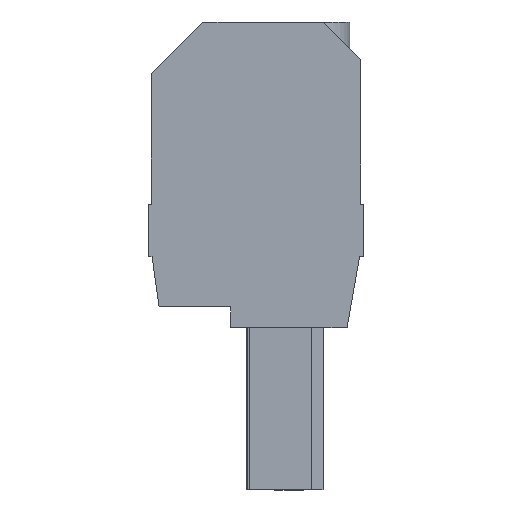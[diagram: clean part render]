
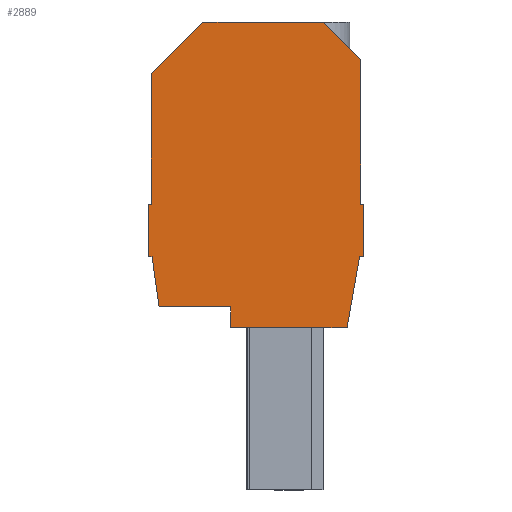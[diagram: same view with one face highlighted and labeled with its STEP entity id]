
A CAD part, left-side view. The second image highlights one B-rep face of the part: STEP entity #2889.
In plain terms, the highlighted planar face has unit normal (-1, 0, 0).
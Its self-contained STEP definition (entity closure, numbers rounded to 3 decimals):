
#2800=AXIS2_PLACEMENT_3D('Plane Axis2P3D',#2797,#2798,#2799) ;
#111=CARTESIAN_POINT('Vertex',(0.,20.3,27.3)) ;
#116=CARTESIAN_POINT('Line Origine',(0.,20.3,33.532)) ;
#120=CARTESIAN_POINT('Vertex',(0.,20.3,39.764)) ;
#305=CARTESIAN_POINT('Vertex',(0.,0.3,41.114)) ;
#308=CARTESIAN_POINT('Line Origine',(0.,0.3,34.207)) ;
#312=CARTESIAN_POINT('Vertex',(0.,0.3,27.3)) ;
#2137=CARTESIAN_POINT('Vertex',(0.,0.404,22.3)) ;
#2140=CARTESIAN_POINT('Line Origine',(0.,1.004,18.9)) ;
#2144=CARTESIAN_POINT('Vertex',(0.,1.603,15.5)) ;
#2195=CARTESIAN_POINT('Vertex',(0.,19.557,17.5)) ;
#2198=CARTESIAN_POINT('Line Origine',(0.,19.895,19.9)) ;
#2202=CARTESIAN_POINT('Vertex',(0.,20.232,22.3)) ;
#2662=CARTESIAN_POINT('Vertex',(0.,3.886,44.7)) ;
#2665=CARTESIAN_POINT('Line Origine',(0.,2.093,42.907)) ;
#2797=CARTESIAN_POINT('Axis2P3D Location',(0.,0.,0.)) ;
#2802=CARTESIAN_POINT('Line Origine',(0.,20.6,24.8)) ;
#2806=CARTESIAN_POINT('Vertex',(0.,20.6,27.3)) ;
#2808=CARTESIAN_POINT('Vertex',(0.,20.6,22.3)) ;
#2811=CARTESIAN_POINT('Line Origine',(0.,20.416,22.3)) ;
#2816=CARTESIAN_POINT('Line Origine',(0.,16.14,17.5)) ;
#2820=CARTESIAN_POINT('Vertex',(0.,12.723,17.5)) ;
#2823=CARTESIAN_POINT('Line Origine',(0.,12.723,16.5)) ;
#2827=CARTESIAN_POINT('Vertex',(0.,12.723,15.5)) ;
#2830=CARTESIAN_POINT('Line Origine',(0.,7.163,15.5)) ;
#2835=CARTESIAN_POINT('Line Origine',(0.,0.202,22.3)) ;
#2839=CARTESIAN_POINT('Vertex',(0.,0.,22.3)) ;
#2842=CARTESIAN_POINT('Line Origine',(0.,0.,24.8)) ;
#2846=CARTESIAN_POINT('Vertex',(0.,0.,27.3)) ;
#2849=CARTESIAN_POINT('Line Origine',(0.,0.15,27.3)) ;
#2854=CARTESIAN_POINT('Line Origine',(0.,9.625,44.7)) ;
#2858=CARTESIAN_POINT('Vertex',(0.,15.364,44.7)) ;
#2861=CARTESIAN_POINT('Line Origine',(0.,17.832,42.232)) ;
#2866=CARTESIAN_POINT('Line Origine',(0.,20.45,27.3)) ;
#117=DIRECTION('Vector Direction',(0.,0.,1.)) ;
#309=DIRECTION('Vector Direction',(0.,0.,-1.)) ;
#2141=DIRECTION('Vector Direction',(0.,0.174,-0.985)) ;
#2199=DIRECTION('Vector Direction',(0.,-0.139,-0.99)) ;
#2666=DIRECTION('Vector Direction',(0.,0.707,0.707)) ;
#2798=DIRECTION('Axis2P3D Direction',(-1.,0.,0.)) ;
#2799=DIRECTION('Axis2P3D XDirection',(0.,0.,1.)) ;
#2803=DIRECTION('Vector Direction',(0.,0.,-1.)) ;
#2812=DIRECTION('Vector Direction',(0.,-1.,0.)) ;
#2817=DIRECTION('Vector Direction',(0.,-1.,0.)) ;
#2824=DIRECTION('Vector Direction',(0.,0.,-1.)) ;
#2831=DIRECTION('Vector Direction',(0.,-1.,0.)) ;
#2836=DIRECTION('Vector Direction',(0.,-1.,0.)) ;
#2843=DIRECTION('Vector Direction',(0.,0.,1.)) ;
#2850=DIRECTION('Vector Direction',(0.,1.,0.)) ;
#2855=DIRECTION('Vector Direction',(0.,1.,0.)) ;
#2862=DIRECTION('Vector Direction',(0.,0.707,-0.707)) ;
#2867=DIRECTION('Vector Direction',(0.,1.,0.)) ;
#118=VECTOR('Line Direction',#117,1.) ;
#310=VECTOR('Line Direction',#309,1.) ;
#2142=VECTOR('Line Direction',#2141,1.) ;
#2200=VECTOR('Line Direction',#2199,1.) ;
#2667=VECTOR('Line Direction',#2666,1.) ;
#2804=VECTOR('Line Direction',#2803,1.) ;
#2813=VECTOR('Line Direction',#2812,1.) ;
#2818=VECTOR('Line Direction',#2817,1.) ;
#2825=VECTOR('Line Direction',#2824,1.) ;
#2832=VECTOR('Line Direction',#2831,1.) ;
#2837=VECTOR('Line Direction',#2836,1.) ;
#2844=VECTOR('Line Direction',#2843,1.) ;
#2851=VECTOR('Line Direction',#2850,1.) ;
#2856=VECTOR('Line Direction',#2855,1.) ;
#2863=VECTOR('Line Direction',#2862,1.) ;
#2868=VECTOR('Line Direction',#2867,1.) ;
#2872=ORIENTED_EDGE('',*,*,#2810,.T.) ;
#2873=ORIENTED_EDGE('',*,*,#2815,.T.) ;
#2874=ORIENTED_EDGE('',*,*,#2204,.T.) ;
#2875=ORIENTED_EDGE('',*,*,#2822,.T.) ;
#2876=ORIENTED_EDGE('',*,*,#2829,.T.) ;
#2877=ORIENTED_EDGE('',*,*,#2834,.T.) ;
#2878=ORIENTED_EDGE('',*,*,#2146,.T.) ;
#2879=ORIENTED_EDGE('',*,*,#2841,.T.) ;
#2880=ORIENTED_EDGE('',*,*,#2848,.T.) ;
#2881=ORIENTED_EDGE('',*,*,#2853,.T.) ;
#2882=ORIENTED_EDGE('',*,*,#314,.T.) ;
#2883=ORIENTED_EDGE('',*,*,#2669,.T.) ;
#2884=ORIENTED_EDGE('',*,*,#2860,.T.) ;
#2885=ORIENTED_EDGE('',*,*,#2865,.T.) ;
#2886=ORIENTED_EDGE('',*,*,#122,.T.) ;
#2887=ORIENTED_EDGE('',*,*,#2870,.T.) ;
#2889=ADVANCED_FACE('housing',(#2888),#2801,.T.) ;
#122=EDGE_CURVE('',#121,#112,#119,.F.) ;
#314=EDGE_CURVE('',#313,#306,#311,.F.) ;
#2146=EDGE_CURVE('',#2145,#2138,#2143,.F.) ;
#2204=EDGE_CURVE('',#2203,#2196,#2201,.T.) ;
#2669=EDGE_CURVE('',#306,#2663,#2668,.T.) ;
#2810=EDGE_CURVE('',#2807,#2809,#2805,.T.) ;
#2815=EDGE_CURVE('',#2809,#2203,#2814,.T.) ;
#2822=EDGE_CURVE('',#2196,#2821,#2819,.T.) ;
#2829=EDGE_CURVE('',#2821,#2828,#2826,.T.) ;
#2834=EDGE_CURVE('',#2828,#2145,#2833,.T.) ;
#2841=EDGE_CURVE('',#2138,#2840,#2838,.T.) ;
#2848=EDGE_CURVE('',#2840,#2847,#2845,.T.) ;
#2853=EDGE_CURVE('',#2847,#313,#2852,.T.) ;
#2860=EDGE_CURVE('',#2663,#2859,#2857,.T.) ;
#2865=EDGE_CURVE('',#2859,#121,#2864,.T.) ;
#2870=EDGE_CURVE('',#112,#2807,#2869,.T.) ;
#2871=EDGE_LOOP('',(#2872,#2873,#2874,#2875,#2876,#2877,#2878,#2879,#2880,#2881,#2882,#2883,#2884,#2885,#2886,#2887)) ;
#2888=FACE_OUTER_BOUND('',#2871,.T.) ;
#119=LINE('Line',#116,#118) ;
#311=LINE('Line',#308,#310) ;
#2143=LINE('Line',#2140,#2142) ;
#2201=LINE('Line',#2198,#2200) ;
#2668=LINE('Line',#2665,#2667) ;
#2805=LINE('Line',#2802,#2804) ;
#2814=LINE('Line',#2811,#2813) ;
#2819=LINE('Line',#2816,#2818) ;
#2826=LINE('Line',#2823,#2825) ;
#2833=LINE('Line',#2830,#2832) ;
#2838=LINE('Line',#2835,#2837) ;
#2845=LINE('Line',#2842,#2844) ;
#2852=LINE('Line',#2849,#2851) ;
#2857=LINE('Line',#2854,#2856) ;
#2864=LINE('Line',#2861,#2863) ;
#2869=LINE('Line',#2866,#2868) ;
#2801=PLANE('',#2800) ;
#112=VERTEX_POINT('',#111) ;
#121=VERTEX_POINT('',#120) ;
#306=VERTEX_POINT('',#305) ;
#313=VERTEX_POINT('',#312) ;
#2138=VERTEX_POINT('',#2137) ;
#2145=VERTEX_POINT('',#2144) ;
#2196=VERTEX_POINT('',#2195) ;
#2203=VERTEX_POINT('',#2202) ;
#2663=VERTEX_POINT('',#2662) ;
#2807=VERTEX_POINT('',#2806) ;
#2809=VERTEX_POINT('',#2808) ;
#2821=VERTEX_POINT('',#2820) ;
#2828=VERTEX_POINT('',#2827) ;
#2840=VERTEX_POINT('',#2839) ;
#2847=VERTEX_POINT('',#2846) ;
#2859=VERTEX_POINT('',#2858) ;
